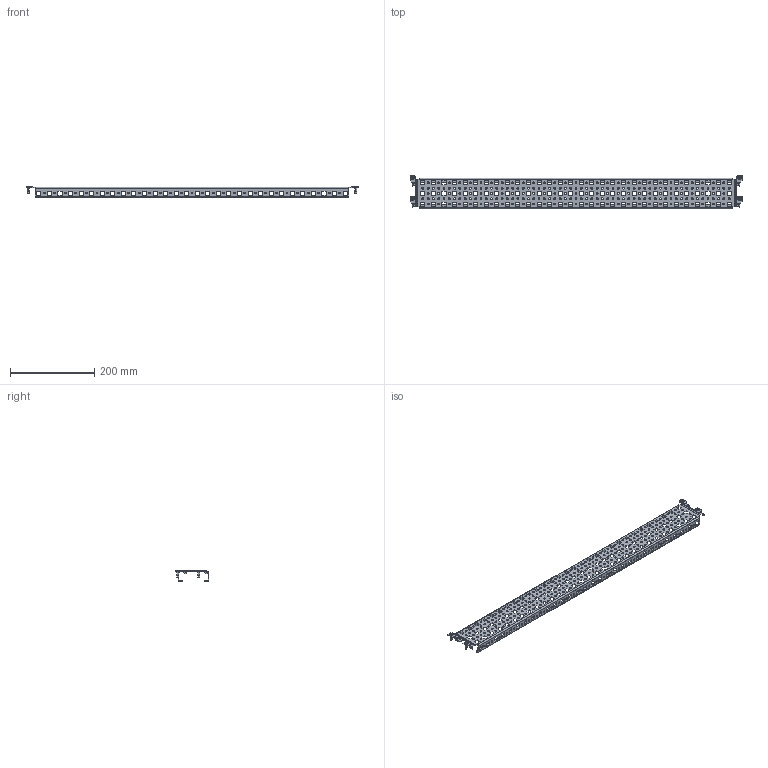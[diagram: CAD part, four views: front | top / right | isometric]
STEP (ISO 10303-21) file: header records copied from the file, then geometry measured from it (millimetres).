
FILE_DESCRIPTION (( 'STEP AP203' ), '1' );
FILE_NAME ('UR31103802373 Ïëàíêà ìîíòàæíàÿ ÂÌ 23õ73 RS52 00.80 (000.801.632-03).STEP', '2022-04-20T05:25:53', ( '' ), ( '' ), 'SwSTEP 2.0', 'SolidWorks 2017', '' );
FILE_SCHEMA (( 'CONFIG_CONTROL_DESIGN' ));
Length unit declared in the file: millimetre
Products named in the file (3): 025-295 Ïëàíêà ÂÌ 23õ73 RS52_03 (00.80); Âèíò DIN 7500 M TORX_Œ5å16; UR31103802373 Ïëàíêà ìîíòàæíàÿ ÂÌ 23õ73 RS52 00.80 (000.801.632-03)
Assembly tree (5 placements, depth 2):
  UR31103802373 Ïëàíêà ìîíòàæíàÿ ÂÌ 23õ73 RS52 00.80 (000.801.632-03)
    025-295 Ïëàíêà ÂÌ 23õ73 RS52_03 (00.80)
    Âèíò DIN 7500 M TORX_Œ5å16  x4
Bounding box: 786 x 80 x 25.8 mm (x, y, z)
Volume: 115624.8 mm3; surface area: 180852.7 mm2
Topology: 5 solids, 5 shells, 1486 faces, 4280 edges, 2808 vertices
Faces by surface type: plane 742, cylinder 712, cone 16, torus 16
Entity records: 46922 total; most frequent: DIRECTION 7901, CARTESIAN_POINT 7895, ORIENTED_EDGE 7882, EDGE_CURVE 3941, VECTOR 2705, LINE 2705, AXIS2_PLACEMENT_3D 2598, VERTEX_POINT 2592
